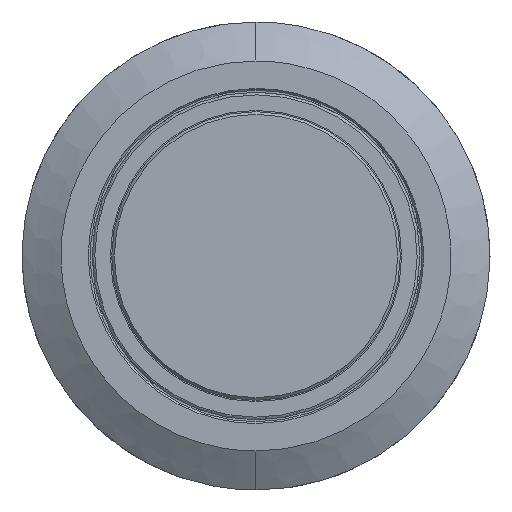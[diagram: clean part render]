
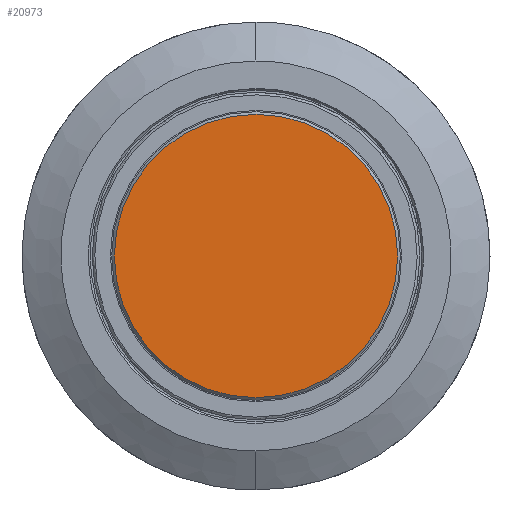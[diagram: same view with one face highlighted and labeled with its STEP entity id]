
A CAD part, left-side view. The second image highlights one B-rep face of the part: STEP entity #20973.
In plain terms, the highlighted planar face has unit normal (-1, 0, 0).
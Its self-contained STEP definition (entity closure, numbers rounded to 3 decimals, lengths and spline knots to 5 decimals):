
#6531=FACE_OUTER_BOUND('',#7649,.T.);
#7649=EDGE_LOOP('',(#19186));
#7787=CIRCLE('',#21890,0.21457);
#9831=VERTEX_POINT('',#71695);
#12949=EDGE_CURVE('',#9831,#9831,#7787,.T.);
#19186=ORIENTED_EDGE('',*,*,#12949,.F.);
#19902=PLANE('',#21893);
#20973=ADVANCED_FACE('',(#6531),#19902,.F.);
#21890=AXIS2_PLACEMENT_3D('',#71697,#25725,#25726);
#21893=AXIS2_PLACEMENT_3D('',#71702,#25732,#25733);
#25725=DIRECTION('center_axis',(1.,0.,0.));
#25726=DIRECTION('ref_axis',(0.,0.,
1.));
#25732=DIRECTION('center_axis',(1.,0.,0.));
#25733=DIRECTION('ref_axis',(0.,-1.,0.));
#71695=CARTESIAN_POINT('',(-0.24409,0.,-0.21457));
#71697=CARTESIAN_POINT('Origin',(-0.24409,0.,
0.));
#71702=CARTESIAN_POINT('Origin',(-0.24409,0.,
0.));
